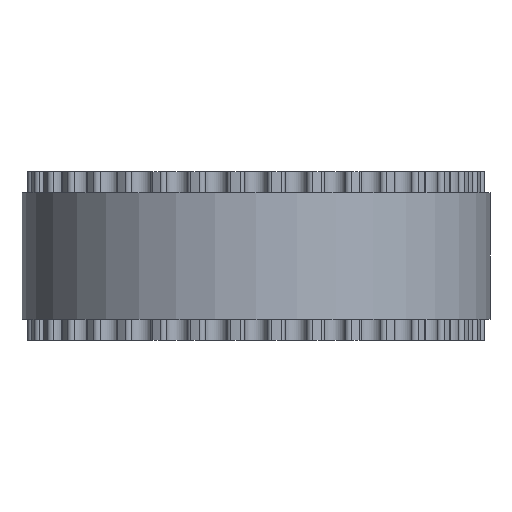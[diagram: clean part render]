
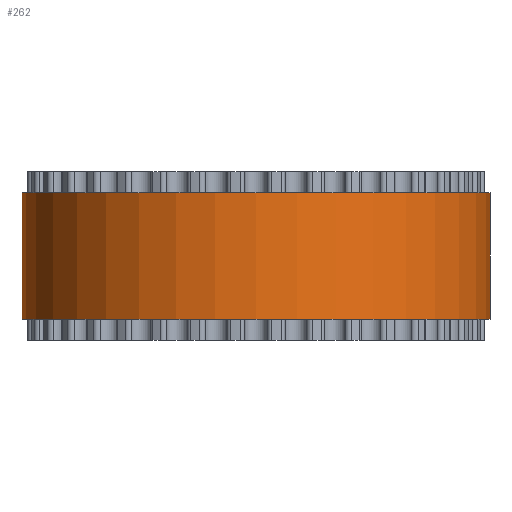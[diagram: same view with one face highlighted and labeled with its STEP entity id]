
A CAD part, front view. The second image highlights one B-rep face of the part: STEP entity #262.
In plain terms, the highlighted cylindrical face has radius 11.141 mm (diameter 22.282 mm), a full revolution.
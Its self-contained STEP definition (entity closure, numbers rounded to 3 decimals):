
#97=FACE_BOUND('',#688,.T.);
#98=FACE_BOUND('',#689,.T.);
#262=ADVANCED_FACE('',(#97,#98),#403,.T.);
#403=CYLINDRICAL_SURFACE('',#3223,11.141);
#688=EDGE_LOOP('',(#1810));
#689=EDGE_LOOP('',(#1811));
#1810=ORIENTED_EDGE('',*,*,#2514,.T.);
#1811=ORIENTED_EDGE('',*,*,#2515,.T.);
#2092=VERTEX_POINT('',#5060);
#2093=VERTEX_POINT('',#5062);
#2514=EDGE_CURVE('',#2092,#2092,#2796,.T.);
#2515=EDGE_CURVE('',#2093,#2093,#2797,.T.);
#2796=CIRCLE('',#3221,11.141);
#2797=CIRCLE('',#3222,11.141);
#3221=AXIS2_PLACEMENT_3D('',#5059,#4210,#4211);
#3222=AXIS2_PLACEMENT_3D('',#5061,#4212,#4213);
#3223=AXIS2_PLACEMENT_3D('',#5063,#4214,#4215);
#4210=DIRECTION('',(0.,0.,1.));
#4211=DIRECTION('',(1.,0.,0.));
#4212=DIRECTION('',(0.,0.,-1.));
#4213=DIRECTION('',(1.,0.,0.));
#4214=DIRECTION('',(0.,0.,1.));
#4215=DIRECTION('',(1.,0.,0.));
#5059=CARTESIAN_POINT('',(0.,0.,1.));
#5060=CARTESIAN_POINT('',(11.141,0.,1.));
#5061=CARTESIAN_POINT('',(0.,0.,7.));
#5062=CARTESIAN_POINT('',(11.141,0.,7.));
#5063=CARTESIAN_POINT('',(0.,0.,1.));
